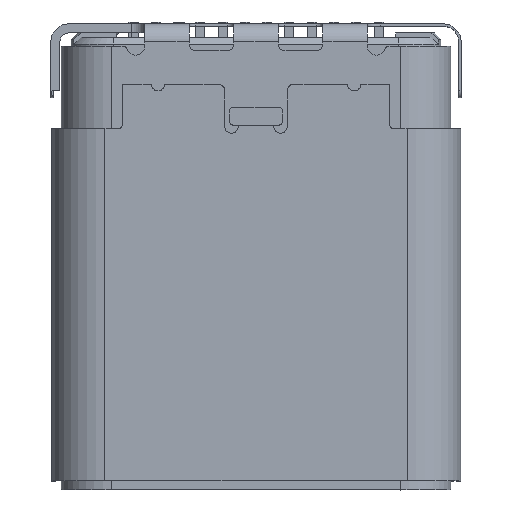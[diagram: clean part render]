
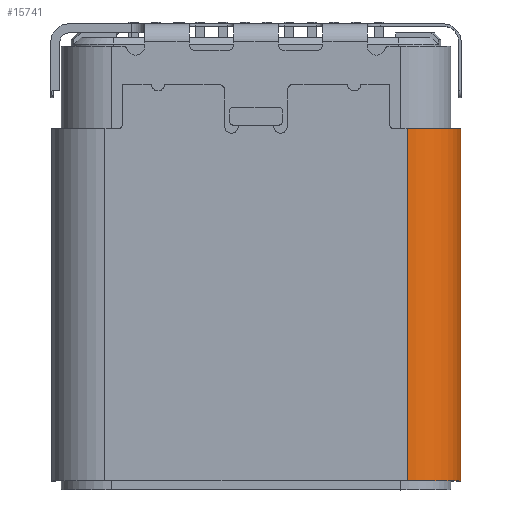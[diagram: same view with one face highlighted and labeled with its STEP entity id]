
A CAD part, top view. The second image highlights one B-rep face of the part: STEP entity #15741.
In plain terms, the highlighted cylindrical face has radius 1.2 mm (diameter 2.4 mm), a partial arc.
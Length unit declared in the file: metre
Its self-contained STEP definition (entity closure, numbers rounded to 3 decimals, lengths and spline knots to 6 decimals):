
#8879 = EDGE_CURVE( '', #23311, #23312, #23313, .T. );
#11957 = EDGE_CURVE( '', #25639, #23312, #27909, .T. );
#15611 = EDGE_CURVE( '', #23859, #25639, #32505, .T. );
#15741 = ADVANCED_FACE( '', ( #32653 ), #32654, .T. );
#18941 = EDGE_CURVE( '', #23311, #23859, #36385, .T. );
#23311 = VERTEX_POINT( '', #42678 );
#23312 = VERTEX_POINT( '', #42679 );
#23313 = LINE( '', #42680, #42681 );
#23859 = VERTEX_POINT( '', #43493 );
#25639 = VERTEX_POINT( '', #46192 );
#27909 = CIRCLE( '', #49916, 0.0012 );
#32505 = LINE( '', #57550, #57551 );
#32653 = FACE_OUTER_BOUND( '', #57810, .T. );
#32654 = CYLINDRICAL_SURFACE( '', #57811, 0.0012 );
#36385 = CIRCLE( '', #64087, 0.0012 );
#42678 = CARTESIAN_POINT( '', ( 0.003391, -0.005051, 0.003277 ) );
#42679 = CARTESIAN_POINT( '', ( 0.003391, 0.002849, 0.003277 ) );
#42680 = CARTESIAN_POINT( '', ( 0.003391, -0.005051, 0.003277 ) );
#42681 = VECTOR( '', #68398, 1. );
#43493 = CARTESIAN_POINT( '', ( 0.004591, -0.005051, 0.002077 ) );
#46192 = CARTESIAN_POINT( '', ( 0.004591, 0.002849, 0.002077 ) );
#49916 = AXIS2_PLACEMENT_3D( '', #73467, #73468, #73469 );
#57550 = CARTESIAN_POINT( '', ( 0.004591, -0.005051, 0.002077 ) );
#57551 = VECTOR( '', #79720, 1. );
#57810 = EDGE_LOOP( '', ( #79929, #79930, #79931, #79932 ) );
#57811 = AXIS2_PLACEMENT_3D( '', #79933, #79934, #79935 );
#64087 = AXIS2_PLACEMENT_3D( '', #85970, #85971, #85972 );
#68398 = DIRECTION( '', ( 0., 1., 0. ) );
#73467 = CARTESIAN_POINT( '', ( 0.003391, 0.002849, 0.002077 ) );
#73468 = DIRECTION( '', ( 0., -1., 0. ) );
#73469 = DIRECTION( '', ( 0., 0., 1. ) );
#79720 = DIRECTION( '', ( 0., 1., 0. ) );
#79929 = ORIENTED_EDGE( '', *, *, #8879, .F. );
#79930 = ORIENTED_EDGE( '', *, *, #18941, .T. );
#79931 = ORIENTED_EDGE( '', *, *, #15611, .T. );
#79932 = ORIENTED_EDGE( '', *, *, #11957, .T. );
#79933 = CARTESIAN_POINT( '', ( 0.003391, -0.001101, 0.002077 ) );
#79934 = DIRECTION( '', ( 0., -1., 0. ) );
#79935 = DIRECTION( '', ( 1., 0., 0. ) );
#85970 = CARTESIAN_POINT( '', ( 0.003391, -0.005051, 0.002077 ) );
#85971 = DIRECTION( '', ( 0., 1., 0. ) );
#85972 = DIRECTION( '', ( 1., 0., 0. ) );
